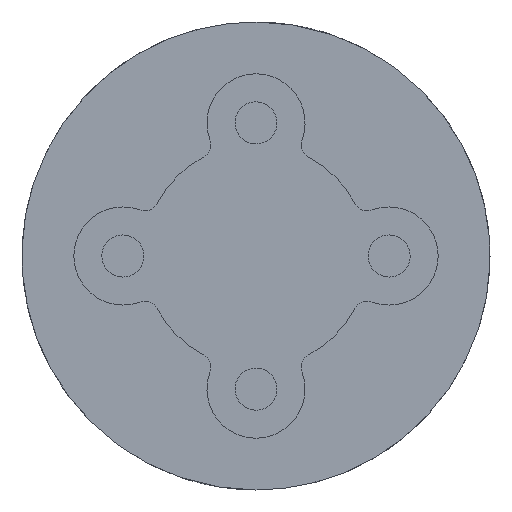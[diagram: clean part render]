
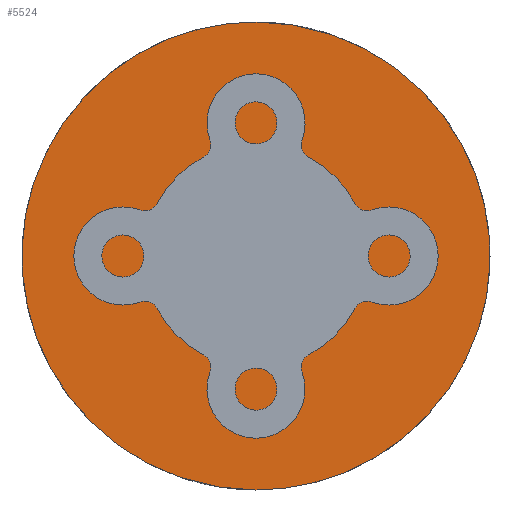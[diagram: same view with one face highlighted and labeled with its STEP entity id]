
A CAD part, front view. The second image highlights one B-rep face of the part: STEP entity #5524.
In plain terms, the highlighted free-form (B-spline) face has degree [1, 1] with [2, 2] control points.
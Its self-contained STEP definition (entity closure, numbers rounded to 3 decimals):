
#539 = EDGE_CURVE('',#540,#542,#544,.T.);
#540 = VERTEX_POINT('',#541);
#541 = CARTESIAN_POINT('',(0.,0.,14.768));
#542 = VERTEX_POINT('',#543);
#543 = CARTESIAN_POINT('',(0.,0.,-14.768));
#544 = ( BOUNDED_CURVE() B_SPLINE_CURVE(2,(#545,#546,#547,#548,#549),
.UNSPECIFIED.,.F.,.F.) B_SPLINE_CURVE_WITH_KNOTS((3,2,3),(0.,
1.571,3.142),.PIECEWISE_BEZIER_KNOTS.) CURVE() 
GEOMETRIC_REPRESENTATION_ITEM() RATIONAL_B_SPLINE_CURVE((1.,
0.707,1.,0.707,1.)) REPRESENTATION_ITEM('') );
#545 = CARTESIAN_POINT('',(0.,0.,14.768));
#546 = CARTESIAN_POINT('',(14.768,0.,14.768));
#547 = CARTESIAN_POINT('',(14.768,0.,0.));
#548 = CARTESIAN_POINT('',(14.768,0.,-14.768));
#549 = CARTESIAN_POINT('',(0.,0.,-14.768));
#4888 = EDGE_CURVE('',#542,#540,#4889,.T.);
#4889 = ( BOUNDED_CURVE() B_SPLINE_CURVE(2,(#4890,#4891,#4892,#4893,
#4894),.UNSPECIFIED.,.F.,.F.) B_SPLINE_CURVE_WITH_KNOTS((3,2,3),(
    3.142,4.712,6.283),
.PIECEWISE_BEZIER_KNOTS.) CURVE() GEOMETRIC_REPRESENTATION_ITEM() 
RATIONAL_B_SPLINE_CURVE((1.,0.707,1.,0.707,1.)) 
REPRESENTATION_ITEM('') );
#4890 = CARTESIAN_POINT('',(0.,0.,-14.768));
#4891 = CARTESIAN_POINT('',(-14.768,0.,-14.768));
#4892 = CARTESIAN_POINT('',(-14.768,0.,0.));
#4893 = CARTESIAN_POINT('',(-14.768,0.,14.768));
#4894 = CARTESIAN_POINT('',(0.,0.,14.768));
#5524 = ADVANCED_FACE('',(#5525,#5581),#5585,.F.);
#5525 = FACE_BOUND('',#5526,.T.);
#5526 = EDGE_LOOP('',(#5527,#5556));
#5527 = ORIENTED_EDGE('',*,*,#5528,.F.);
#5528 = EDGE_CURVE('',#5529,#5531,#5533,.T.);
#5529 = VERTEX_POINT('',#5530);
#5530 = CARTESIAN_POINT('',(0.,0.,-5.306));
#5531 = VERTEX_POINT('',#5532);
#5532 = CARTESIAN_POINT('',(0.,0.,5.306));
#5533 = B_SPLINE_CURVE_WITH_KNOTS('',3,(#5534,#5535,#5536,#5537,#5538,
    #5539,#5540,#5541,#5542,#5543,#5544,#5545,#5546,#5547,#5548,#5549,
    #5550,#5551,#5552,#5553,#5554,#5555),.UNSPECIFIED.,.F.,.F.,(4,1,1,1,
    1,1,1,1,1,1,1,1,1,1,1,1,1,1,1,4),(0.,0.,
    0.001,0.001,0.002,
    0.002,0.004,0.005,
    0.006,0.007,0.009,
    0.012,0.014,0.015,
    0.016,0.017,0.018,
    0.018,0.019,0.019),
  .UNSPECIFIED.);
#5534 = CARTESIAN_POINT('',(0.,0.,-5.306));
#5535 = CARTESIAN_POINT('',(0.087,0.,
    -5.306));
#5536 = CARTESIAN_POINT('',(0.26,0.,
    -5.301));
#5537 = CARTESIAN_POINT('',(0.607,0.,
    -5.276));
#5538 = CARTESIAN_POINT('',(1.037,0.,
    -5.212));
#5539 = CARTESIAN_POINT('',(1.543,0.,
    -5.085));
#5540 = CARTESIAN_POINT('',(2.197,0.,
    -4.852));
#5541 = CARTESIAN_POINT('',(2.966,0.,
    -4.44));
#5542 = CARTESIAN_POINT('',(3.776,0.,
    -3.776));
#5543 = CARTESIAN_POINT('',(4.44,0.,
    -2.966));
#5544 = CARTESIAN_POINT('',(5.099,0.,
    -1.736));
#5545 = CARTESIAN_POINT('',(5.444,0.,
    0.));
#5546 = CARTESIAN_POINT('',(5.03,0.,
    2.083));
#5547 = CARTESIAN_POINT('',(4.046,0.,
    3.555));
#5548 = CARTESIAN_POINT('',(2.966,0.,
    4.44));
#5549 = CARTESIAN_POINT('',(2.197,0.,
    4.852));
#5550 = CARTESIAN_POINT('',(1.543,0.,
    5.085));
#5551 = CARTESIAN_POINT('',(1.037,0.,
    5.212));
#5552 = CARTESIAN_POINT('',(0.607,0.,
    5.276));
#5553 = CARTESIAN_POINT('',(0.26,0.,
    5.301));
#5554 = CARTESIAN_POINT('',(0.087,0.,
    5.306));
#5555 = CARTESIAN_POINT('',(0.,0.,5.306));
#5556 = ORIENTED_EDGE('',*,*,#5557,.F.);
#5557 = EDGE_CURVE('',#5531,#5529,#5558,.T.);
#5558 = B_SPLINE_CURVE_WITH_KNOTS('',3,(#5559,#5560,#5561,#5562,#5563,
    #5564,#5565,#5566,#5567,#5568,#5569,#5570,#5571,#5572,#5573,#5574,
    #5575,#5576,#5577,#5578,#5579,#5580),.UNSPECIFIED.,.F.,.F.,(4,1,1,1,
    1,1,1,1,1,1,1,1,1,1,1,1,1,1,1,4),(0.,0.001,
    0.001,0.002,0.002,
    0.003,0.004,0.005,
    0.006,0.007,0.009,
    0.012,0.014,0.015,
    0.016,0.017,0.018,
    0.018,0.019,0.019),
  .UNSPECIFIED.);
#5559 = CARTESIAN_POINT('',(0.,0.,5.306));
#5560 = CARTESIAN_POINT('',(-0.174,0.,
    5.306));
#5561 = CARTESIAN_POINT('',(-0.521,0.,
    5.289));
#5562 = CARTESIAN_POINT('',(-1.037,0.,
    5.212));
#5563 = CARTESIAN_POINT('',(-1.543,0.,
    5.085));
#5564 = CARTESIAN_POINT('',(-2.034,0.,
    4.91));
#5565 = CARTESIAN_POINT('',(-2.505,0.,
    4.687));
#5566 = CARTESIAN_POINT('',(-3.101,0.,
    4.329));
#5567 = CARTESIAN_POINT('',(-3.776,0.,
    3.776));
#5568 = CARTESIAN_POINT('',(-4.44,0.,
    2.966));
#5569 = CARTESIAN_POINT('',(-5.099,0.,
    1.736));
#5570 = CARTESIAN_POINT('',(-5.444,0.,
    0.));
#5571 = CARTESIAN_POINT('',(-5.03,0.,
    -2.083));
#5572 = CARTESIAN_POINT('',(-4.046,0.,
    -3.555));
#5573 = CARTESIAN_POINT('',(-2.966,0.,
    -4.44));
#5574 = CARTESIAN_POINT('',(-2.197,0.,
    -4.852));
#5575 = CARTESIAN_POINT('',(-1.543,0.,
    -5.085));
#5576 = CARTESIAN_POINT('',(-1.037,0.,
    -5.212));
#5577 = CARTESIAN_POINT('',(-0.607,0.,
    -5.276));
#5578 = CARTESIAN_POINT('',(-0.26,0.,
    -5.301));
#5579 = CARTESIAN_POINT('',(-0.087,0.,
    -5.306));
#5580 = CARTESIAN_POINT('',(0.,0.,-5.306));
#5581 = FACE_BOUND('',#5582,.T.);
#5582 = EDGE_LOOP('',(#5583,#5584));
#5583 = ORIENTED_EDGE('',*,*,#539,.F.);
#5584 = ORIENTED_EDGE('',*,*,#4888,.F.);
#5585 = B_SPLINE_SURFACE_WITH_KNOTS('',1,1,(
    (#5586,#5587)
    ,(#5588,#5589
    )),.UNSPECIFIED.,.F.,.F.,.F.,(2,2),(2,2),(-16.7,16.7),(-16.7,16.7),
  .PIECEWISE_BEZIER_KNOTS.);
#5586 = CARTESIAN_POINT('',(-14.768,0.,-14.768));
#5587 = CARTESIAN_POINT('',(14.768,0.,-14.768));
#5588 = CARTESIAN_POINT('',(-14.768,0.,14.768));
#5589 = CARTESIAN_POINT('',(14.768,0.,14.768));
